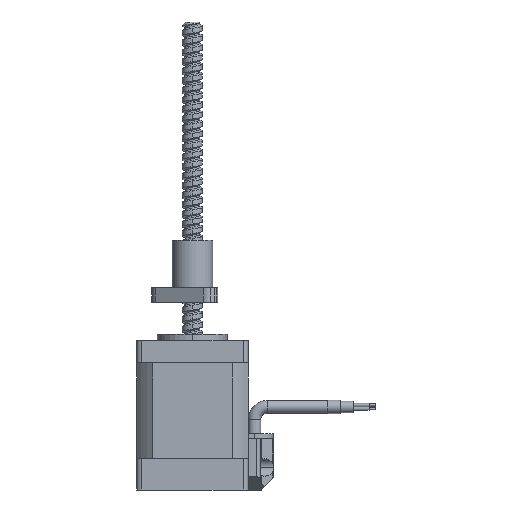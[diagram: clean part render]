
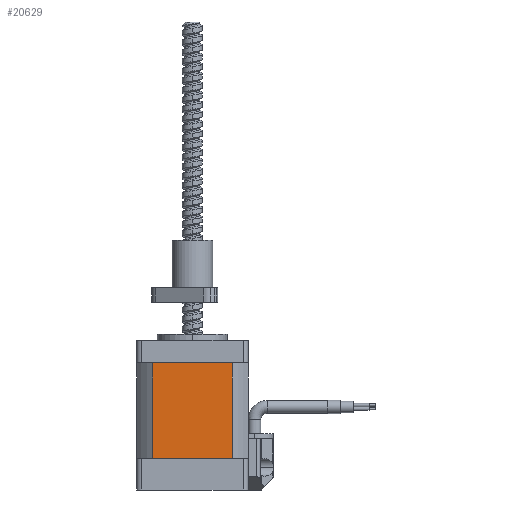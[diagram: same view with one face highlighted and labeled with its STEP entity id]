
A CAD part, left-side view. The second image highlights one B-rep face of the part: STEP entity #20629.
In plain terms, the highlighted planar face has unit normal (-1, 0, 0).
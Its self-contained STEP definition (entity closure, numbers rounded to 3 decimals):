
#719 = CARTESIAN_POINT ( 'NONE',  ( -17.5, 16., 47. ) ) ;
#1268 = VERTEX_POINT ( 'NONE', #9795 ) ;
#1633 = DIRECTION ( 'NONE',  ( 0., 0., -1. ) ) ;
#2567 = DIRECTION ( 'NONE',  ( 0., 1., 0. ) ) ;
#2800 = DIRECTION ( 'NONE',  ( 0., -1., 0. ) ) ;
#3258 = LINE ( 'NONE', #10246, #12513 ) ;
#4132 = LINE ( 'NONE', #5617, #19186 ) ;
#4137 = VERTEX_POINT ( 'NONE', #15846 ) ;
#5003 = EDGE_CURVE ( 'NONE', #1268, #21761, #16728, .T. ) ;
#5617 = CARTESIAN_POINT ( 'NONE',  ( -17.5, 16., 39.9 ) ) ;
#5661 = EDGE_CURVE ( 'NONE', #11022, #21761, #4132, .T. ) ;
#6260 = CARTESIAN_POINT ( 'NONE',  ( -17.5, 12.49, 108.419 ) ) ;
#7263 = EDGE_LOOP ( 'NONE', ( #13465, #11350, #18187, #10001 ) ) ;
#7356 = CARTESIAN_POINT ( 'NONE',  ( -17.5, -12.49, 39.9 ) ) ;
#8060 = DIRECTION ( 'NONE',  ( 1., 0., 0. ) ) ;
#8423 = VECTOR ( 'NONE', #2800, 1000. ) ;
#9657 = CARTESIAN_POINT ( 'NONE',  ( -17.5, 12.49, 39.9 ) ) ;
#9795 = CARTESIAN_POINT ( 'NONE',  ( -17.5, 12.49, 10. ) ) ;
#10001 = ORIENTED_EDGE ( 'NONE', *, *, #5661, .T. ) ;
#10246 = CARTESIAN_POINT ( 'NONE',  ( -17.5, -12.49, 108.419 ) ) ;
#11022 = VERTEX_POINT ( 'NONE', #7356 ) ;
#11350 = ORIENTED_EDGE ( 'NONE', *, *, #20885, .T. ) ;
#11520 = CARTESIAN_POINT ( 'NONE',  ( -17.5, 16., 10. ) ) ;
#12513 = VECTOR ( 'NONE', #1633, 1000. ) ;
#12686 = PLANE ( 'NONE',  #13588 ) ;
#13036 = DIRECTION ( 'NONE',  ( 0., 0., 1. ) ) ;
#13465 = ORIENTED_EDGE ( 'NONE', *, *, #5003, .F. ) ;
#13588 = AXIS2_PLACEMENT_3D ( 'NONE', #719, #8060, #2567 ) ;
#15699 = EDGE_CURVE ( 'NONE', #11022, #4137, #3258, .T. ) ;
#15846 = CARTESIAN_POINT ( 'NONE',  ( -17.5, -12.49, 10. ) ) ;
#16728 = LINE ( 'NONE', #6260, #22132 ) ;
#18187 = ORIENTED_EDGE ( 'NONE', *, *, #15699, .F. ) ;
#19186 = VECTOR ( 'NONE', #21697, 1000. ) ;
#20251 = LINE ( 'NONE', #11520, #8423 ) ;
#20629 = ADVANCED_FACE ( 'NONE', ( #21422 ), #12686, .F. ) ;
#20885 = EDGE_CURVE ( 'NONE', #1268, #4137, #20251, .T. ) ;
#21422 = FACE_OUTER_BOUND ( 'NONE', #7263, .T. ) ;
#21697 = DIRECTION ( 'NONE',  ( 0., 1., 0. ) ) ;
#21761 = VERTEX_POINT ( 'NONE', #9657 ) ;
#22132 = VECTOR ( 'NONE', #13036, 1000. ) ;
